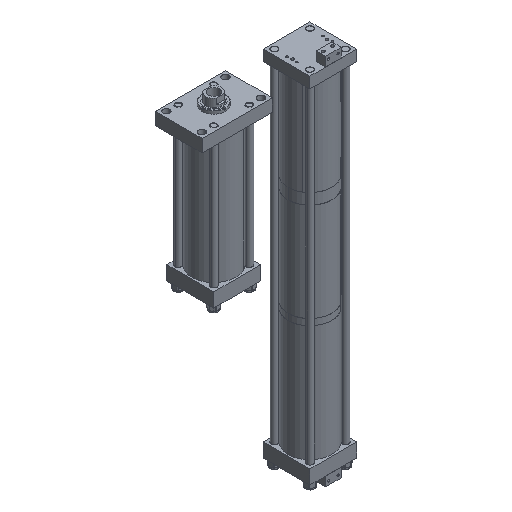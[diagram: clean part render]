
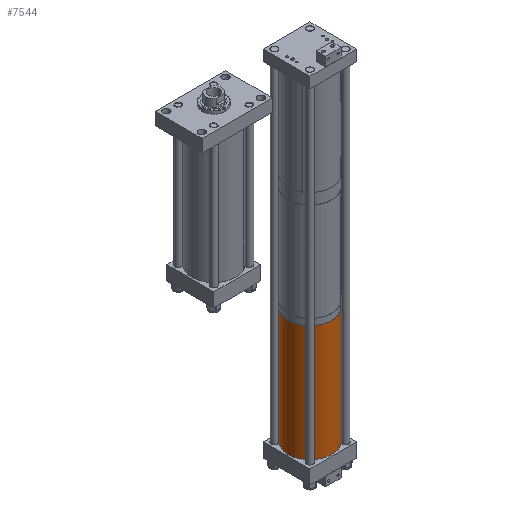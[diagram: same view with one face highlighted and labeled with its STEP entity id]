
A CAD part, isometric view. The second image highlights one B-rep face of the part: STEP entity #7544.
In plain terms, the highlighted cylindrical face has radius 88.9 mm (diameter 177.8 mm), a partial arc.
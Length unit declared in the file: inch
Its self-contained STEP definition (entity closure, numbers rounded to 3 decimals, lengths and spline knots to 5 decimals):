
#244 = CARTESIAN_POINT ( 'NONE',  ( 0., 0., 18.558 ) ) ;
#288 = VECTOR ( 'NONE', #14925, 39.37008 ) ;
#832 = VERTEX_POINT ( 'NONE', #10554 ) ;
#1993 = CYLINDRICAL_SURFACE ( 'NONE', #2135, 3.5 ) ;
#2135 = AXIS2_PLACEMENT_3D ( 'NONE', #5728, #8275, #14454 ) ;
#2183 = AXIS2_PLACEMENT_3D ( 'NONE', #244, #6552, #14262 ) ;
#2684 = CIRCLE ( 'NONE', #2183, 3.5 ) ;
#3911 = CARTESIAN_POINT ( 'NONE',  ( 0., 0., 0. ) ) ;
#4416 = EDGE_CURVE ( 'NONE', #7738, #5148, #2684, .T. ) ;
#4452 = CARTESIAN_POINT ( 'NONE',  ( 3.5, 0., 0. ) ) ;
#4947 = CIRCLE ( 'NONE', #11203, 3.5 ) ;
#5081 = CARTESIAN_POINT ( 'NONE',  ( 3.5, 0., 18.558 ) ) ;
#5148 = VERTEX_POINT ( 'NONE', #8320 ) ;
#5252 = LINE ( 'NONE', #5919, #288 ) ;
#5728 = CARTESIAN_POINT ( 'NONE',  ( 0., 0., 18.558 ) ) ;
#5895 = EDGE_CURVE ( 'NONE', #5148, #832, #5252, .T. ) ;
#5919 = CARTESIAN_POINT ( 'NONE',  ( -3.5, 0., 18.558 ) ) ;
#6552 = DIRECTION ( 'NONE',  ( 0., 0., 1. ) ) ;
#6638 = ORIENTED_EDGE ( 'NONE', *, *, #9412, .T. ) ;
#7544 = ADVANCED_FACE ( 'NONE', ( #12892 ), #1993, .T. ) ;
#7738 = VERTEX_POINT ( 'NONE', #5081 ) ;
#8275 = DIRECTION ( 'NONE',  ( 0., 0., -1. ) ) ;
#8320 = CARTESIAN_POINT ( 'NONE',  ( -3.5, 0., 18.558 ) ) ;
#8502 = LINE ( 'NONE', #14839, #15419 ) ;
#8532 = DIRECTION ( 'NONE',  ( 0., 0., -1. ) ) ;
#8865 = DIRECTION ( 'NONE',  ( 0., 0., 1. ) ) ;
#9085 = ORIENTED_EDGE ( 'NONE', *, *, #4416, .F. ) ;
#9266 = EDGE_CURVE ( 'NONE', #9336, #832, #4947, .T. ) ;
#9336 = VERTEX_POINT ( 'NONE', #4452 ) ;
#9412 = EDGE_CURVE ( 'NONE', #7738, #9336, #8502, .T. ) ;
#10554 = CARTESIAN_POINT ( 'NONE',  ( -3.5, 0., 0. ) ) ;
#11203 = AXIS2_PLACEMENT_3D ( 'NONE', #3911, #8865, #14586 ) ;
#11517 = ORIENTED_EDGE ( 'NONE', *, *, #5895, .F. ) ;
#12315 = EDGE_LOOP ( 'NONE', ( #9085, #6638, #16026, #11517 ) ) ;
#12892 = FACE_OUTER_BOUND ( 'NONE', #12315, .T. ) ;
#14262 = DIRECTION ( 'NONE',  ( 1., 0., 0. ) ) ;
#14454 = DIRECTION ( 'NONE',  ( -1., 0., 0. ) ) ;
#14586 = DIRECTION ( 'NONE',  ( 1., 0., 0. ) ) ;
#14839 = CARTESIAN_POINT ( 'NONE',  ( 3.5, 0., 18.558 ) ) ;
#14925 = DIRECTION ( 'NONE',  ( 0., 0., -1. ) ) ;
#15419 = VECTOR ( 'NONE', #8532, 39.37008 ) ;
#16026 = ORIENTED_EDGE ( 'NONE', *, *, #9266, .T. ) ;
